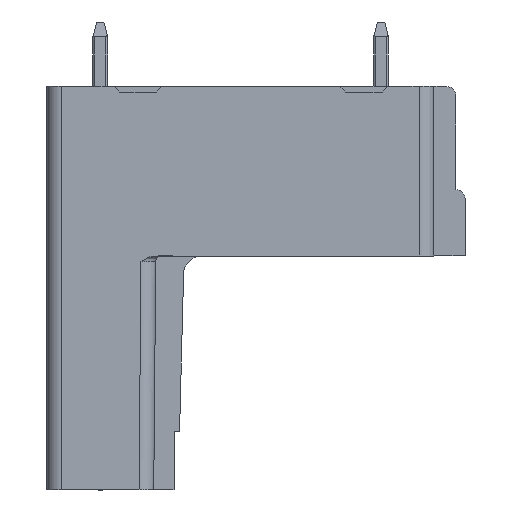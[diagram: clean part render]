
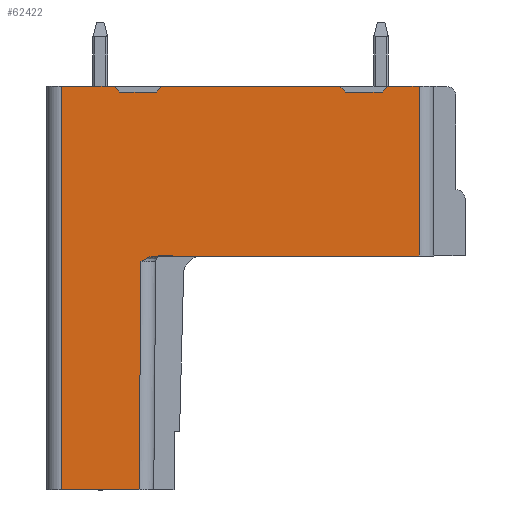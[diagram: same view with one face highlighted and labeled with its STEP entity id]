
A CAD part, left-side view. The second image highlights one B-rep face of the part: STEP entity #62422.
In plain terms, the highlighted planar face has unit normal (-1, 0, 0).
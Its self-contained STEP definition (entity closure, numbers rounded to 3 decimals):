
#1007=CARTESIAN_POINT('',(-75.9,5.537,
0.));
#2523=DIRECTION('',(0.,1.,0.));
#2524=VECTOR('',#2523,2.85);
#2525=CARTESIAN_POINT('',(-75.9,7.75,9.2));
#2526=LINE('',#2525,#2524);
#8548=DIRECTION('',(0.,1.,0.));
#8549=VECTOR('',#8548,14.337);
#8550=CARTESIAN_POINT('',(-75.9,-8.8,
0.));
#8551=LINE('',#8550,#8549);
#8552=CARTESIAN_POINT('',(-75.9,5.537,
0.));
#8553=CARTESIAN_POINT('',(-75.9,5.563,
0.));
#8554=CARTESIAN_POINT('',(-75.9,5.618,
-0.002));
#8555=CARTESIAN_POINT('',(-75.9,5.71,
-0.018));
#8556=CARTESIAN_POINT('',(-75.9,5.81,
-0.046));
#8557=CARTESIAN_POINT('',(-75.9,5.918,
-0.089));
#8558=CARTESIAN_POINT('',(-75.9,6.033,
-0.146));
#8559=CARTESIAN_POINT('',(-75.9,6.157,
-0.216));
#8560=CARTESIAN_POINT('',(-75.9,6.245,
-0.271));
#8561=CARTESIAN_POINT('',(-75.9,6.292,
-0.3));
#8563=DIRECTION('',(0.,0.009,-1.));
#8564=VECTOR('',#8563,12.4);
#8565=CARTESIAN_POINT('',(-75.9,6.292,
-0.3));
#8566=LINE('',#8565,#8564);
#8567=DIRECTION('',(0.,1.,0.));
#8568=VECTOR('',#8567,4.2);
#8569=CARTESIAN_POINT('',(-75.9,6.4,-12.7));
#8570=LINE('',#8569,#8568);
#8571=DIRECTION('',(0.,-0.707,-0.707));
#8572=VECTOR('',#8571,0.424);
#8573=CARTESIAN_POINT('',(-75.9,7.75,9.2));
#8574=LINE('',#8573,#8572);
#8575=DIRECTION('',(0.,-0.707,0.707));
#8576=VECTOR('',#8575,0.424);
#8577=CARTESIAN_POINT('',(-75.9,5.45,8.9));
#8578=LINE('',#8577,#8576);
#8579=DIRECTION('',(0.,-1.,0.));
#8580=VECTOR('',#8579,9.65);
#8581=CARTESIAN_POINT('',(-75.9,5.15,9.2));
#8582=LINE('',#8581,#8580);
#8583=DIRECTION('',(0.,-0.707,-0.707));
#8584=VECTOR('',#8583,0.424);
#8585=CARTESIAN_POINT('',(-75.9,-4.5,9.2));
#8586=LINE('',#8585,#8584);
#8587=DIRECTION('',(0.,-0.707,0.707));
#8588=VECTOR('',#8587,0.424);
#8589=CARTESIAN_POINT('',(-75.9,-6.8,8.9));
#8590=LINE('',#8589,#8588);
#8591=DIRECTION('',(0.,-1.,0.));
#8592=VECTOR('',#8591,1.7);
#8593=CARTESIAN_POINT('',(-75.9,-7.1,9.2));
#8594=LINE('',#8593,#8592);
#8595=DIRECTION('',(0.,0.,-1.));
#8596=VECTOR('',#8595,9.2);
#8597=CARTESIAN_POINT('',(-75.9,-8.8,9.2));
#8598=LINE('',#8597,#8596);
#9992=DIRECTION('',(0.,1.,0.));
#9993=VECTOR('',#9992,2.);
#9994=CARTESIAN_POINT('',(-75.9,5.45,8.9));
#9995=LINE('',#9994,#9993);
#25806=DIRECTION('',(0.,0.,-1.));
#25807=VECTOR('',#25806,21.9);
#25808=CARTESIAN_POINT('',(-75.9,10.6,9.2));
#25809=LINE('',#25808,#25807);
#25942=DIRECTION('',(0.,1.,0.));
#25943=VECTOR('',#25942,2.);
#25944=CARTESIAN_POINT('',(-75.9,-6.8,8.9));
#25945=LINE('',#25944,#25943);
#41388=VERTEX_POINT('',#1007);
#41389=CARTESIAN_POINT('',(-75.9,-8.8,
0.));
#41390=VERTEX_POINT('',#41389);
#41551=CARTESIAN_POINT('',(-75.9,-8.8,9.2));
#41552=VERTEX_POINT('',#41551);
#41553=CARTESIAN_POINT('',(-75.9,-7.1,9.2));
#41554=VERTEX_POINT('',#41553);
#41559=CARTESIAN_POINT('',(-75.9,-4.5,9.2));
#41560=VERTEX_POINT('',#41559);
#41561=CARTESIAN_POINT('',(-75.9,5.15,9.2));
#41562=VERTEX_POINT('',#41561);
#41571=CARTESIAN_POINT('',(-75.9,7.75,9.2));
#41572=VERTEX_POINT('',#41571);
#41573=CARTESIAN_POINT('',(-75.9,10.6,9.2));
#41574=VERTEX_POINT('',#41573);
#41654=VERTEX_POINT('',#8561);
#41655=CARTESIAN_POINT('',(-75.9,6.4,-12.7));
#41656=VERTEX_POINT('',#41655);
#41657=CARTESIAN_POINT('',(-75.9,10.6,-12.7));
#41658=VERTEX_POINT('',#41657);
#41659=CARTESIAN_POINT('',(-75.9,7.45,8.9));
#41660=VERTEX_POINT('',#41659);
#41661=CARTESIAN_POINT('',(-75.9,5.45,8.9));
#41662=VERTEX_POINT('',#41661);
#41663=CARTESIAN_POINT('',(-75.9,-4.8,8.9));
#41664=VERTEX_POINT('',#41663);
#41665=CARTESIAN_POINT('',(-75.9,-6.8,8.9));
#41666=VERTEX_POINT('',#41665);
#62390=CARTESIAN_POINT('',(-75.9,5.192,-0.3));
#62391=DIRECTION('',(-1.,0.,0.));
#62392=DIRECTION('',(0.,-1.,0.));
#62393=AXIS2_PLACEMENT_3D('',#62390,#62391,#62392);
#62394=PLANE('',#62393);
#62395=ORIENTED_EDGE('',*,*,#51918,.T.);
#62397=ORIENTED_EDGE('',*,*,#62396,.T.);
#62399=ORIENTED_EDGE('',*,*,#62398,.T.);
#62401=ORIENTED_EDGE('',*,*,#62400,.T.);
#62403=ORIENTED_EDGE('',*,*,#62402,.F.);
#62404=ORIENTED_EDGE('',*,*,#52930,.F.);
#62406=ORIENTED_EDGE('',*,*,#62405,.T.);
#62408=ORIENTED_EDGE('',*,*,#62407,.F.);
#62410=ORIENTED_EDGE('',*,*,#62409,.T.);
#62411=ORIENTED_EDGE('',*,*,#52914,.T.);
#62413=ORIENTED_EDGE('',*,*,#62412,.T.);
#62415=ORIENTED_EDGE('',*,*,#62414,.F.);
#62417=ORIENTED_EDGE('',*,*,#62416,.T.);
#62418=ORIENTED_EDGE('',*,*,#52905,.T.);
#62419=ORIENTED_EDGE('',*,*,#62383,.T.);
#62420=EDGE_LOOP('',(#62395,#62397,#62399,#62401,#62403,#62404,#62406,#62408,
#62410,#62411,#62413,#62415,#62417,#62418,#62419));
#62421=FACE_OUTER_BOUND('',#62420,.F.);
#62422=ADVANCED_FACE('',(#62421),#62394,.T.);
#8562=B_SPLINE_CURVE_WITH_KNOTS('',3,(#8552,#8553,#8554,#8555,#8556,#8557,#8558,
#8559,#8560,#8561),.UNSPECIFIED.,.F.,.F.,(4,1,1,1,1,1,1,4),(0.,
0.143,0.286,0.429,0.571,
0.714,0.857,1.),.UNSPECIFIED.);
#51918=EDGE_CURVE('',#41390,#41388,#8551,.T.);
#52905=EDGE_CURVE('',#41554,#41552,#8594,.T.);
#52914=EDGE_CURVE('',#41562,#41560,#8582,.T.);
#52930=EDGE_CURVE('',#41572,#41574,#2526,.T.);
#62383=EDGE_CURVE('',#41552,#41390,#8598,.T.);
#62396=EDGE_CURVE('',#41388,#41654,#8562,.T.);
#62398=EDGE_CURVE('',#41654,#41656,#8566,.T.);
#62400=EDGE_CURVE('',#41656,#41658,#8570,.T.);
#62402=EDGE_CURVE('',#41574,#41658,#25809,.T.);
#62405=EDGE_CURVE('',#41572,#41660,#8574,.T.);
#62407=EDGE_CURVE('',#41662,#41660,#9995,.T.);
#62409=EDGE_CURVE('',#41662,#41562,#8578,.T.);
#62412=EDGE_CURVE('',#41560,#41664,#8586,.T.);
#62414=EDGE_CURVE('',#41666,#41664,#25945,.T.);
#62416=EDGE_CURVE('',#41666,#41554,#8590,.T.);
